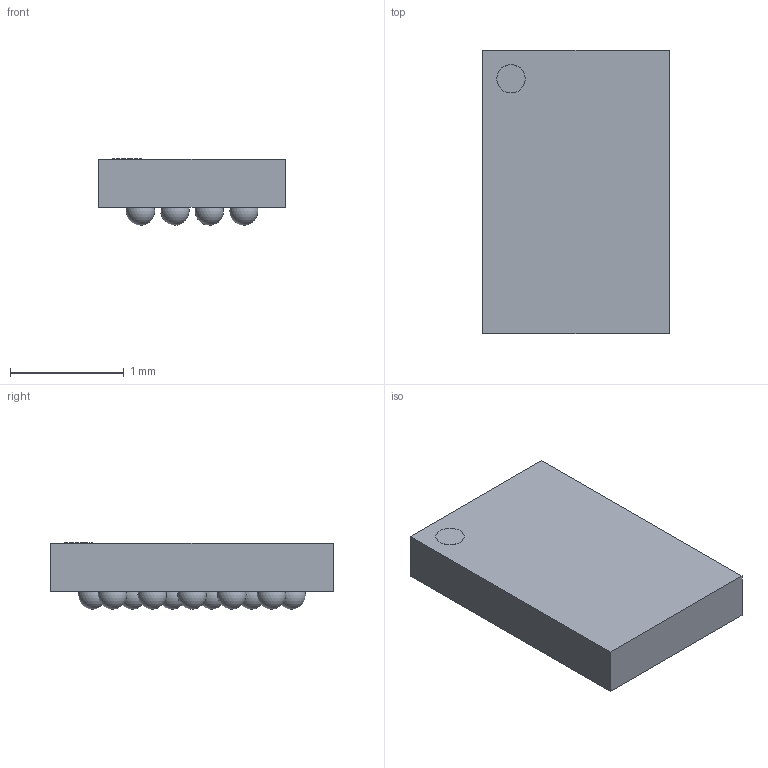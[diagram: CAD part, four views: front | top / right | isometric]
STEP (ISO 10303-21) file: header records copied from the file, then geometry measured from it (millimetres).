
FILE_DESCRIPTION(/* description */ ('model of ST_WLCSP-19_1.643x2.492mm_Layout4x11_P0.35mm_Stagger'),/* implementation_level */ '2;1');
FILE_NAME(/* name */ 'ST_WLCSP-19_1.643x2.492mm_Layout4x11_P0.35mm_Stagger.step',/* time_stamp */ '1970-01-01T00:00:00',/* author */ ('KiCAD','kicad'),/* organization */ ('OCCT'),/* preprocessor_version */ '',/* originating_system */ 'KiCAD',/* authorisation */ '');
FILE_SCHEMA(('AUTOMOTIVE_DESIGN { 1 0 10303 214 1 1 1 1 }'));
Length unit declared in the file: millimetre
Products named in the file (1): ST_WLCSP-19_1.643x2.492mm_Layout4x11_P0.35mm_Stagger
Bounding box: 1.64 x 2.49 x 0.58 mm (x, y, z)
Volume: 1.8 mm3; surface area: 13.2 mm2
Topology: 1 solids, 1 shells, 27 faces, 72 edges, 48 vertices
Faces by surface type: sphere 19, plane 7, cylinder 1
Full cylindrical faces by diameter (mm): 0.249 x1
Entity records: 636 total; most frequent: CARTESIAN_POINT 89, ORIENTED_EDGE 80, AXIS2_PLACEMENT_3D 67, EDGE_CURVE 53, VERTEX_POINT 48, FACE_BOUND 47, EDGE_LOOP 47, CIRCLE 40
